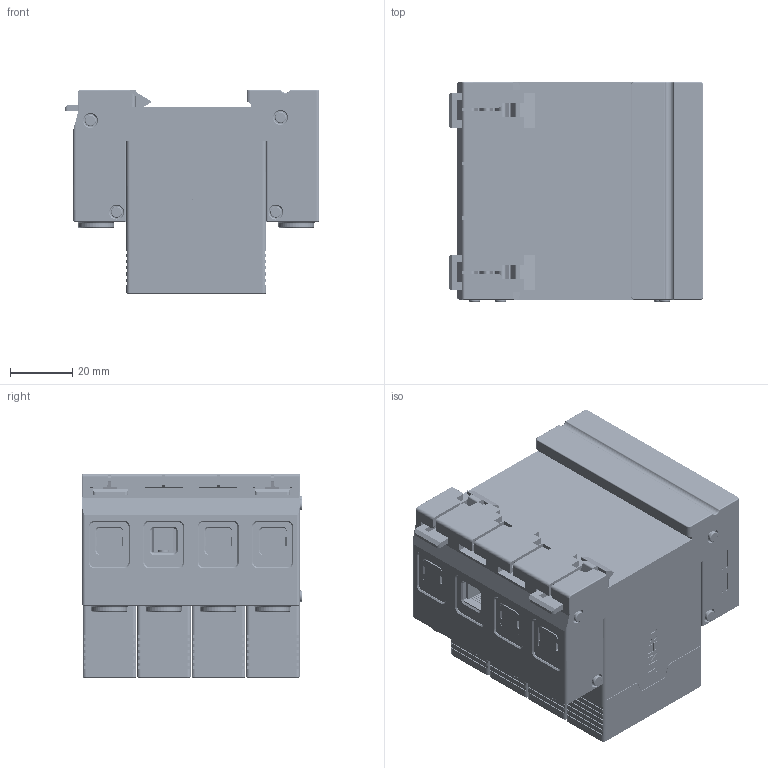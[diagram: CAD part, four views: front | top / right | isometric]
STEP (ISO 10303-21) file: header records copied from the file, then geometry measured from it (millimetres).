
FILE_DESCRIPTION((''),'2;1');
FILE_NAME('123','2024-04-29T12:47:26',('wanghy1'),(''),'CREO PARAMETRIC BY PTC INC, 2020044','CREO PARAMETRIC BY PTC INC, 2020044','');
FILE_SCHEMA(('CONFIG_CONTROL_DESIGN','SHAPE_APPEARANCE_LAYERS_GROUPS'));
Products named in the file (1): 123
Bounding box: 81.9 x 70.7 x 65.7 mm (x, y, z)
Surface area: 167360.5 mm2 (no closed solid volume)
Topology: 0 solids, 40 shells, 8970 faces, 25136 edges, 16467 vertices
Faces by surface type: plane 7087, cylinder 1157, extrusion 304, cone 216, torus 188, bspline 10, sphere 8
Entity records: 348603 total; most frequent: CARTESIAN_POINT 54519, ORIENTED_EDGE 50256, DIRECTION 45332, EDGE_CURVE 25128, VECTOR 21348, LINE 21044, VERTEX_POINT 16467, AXIS2_PLACEMENT_3D 11992
